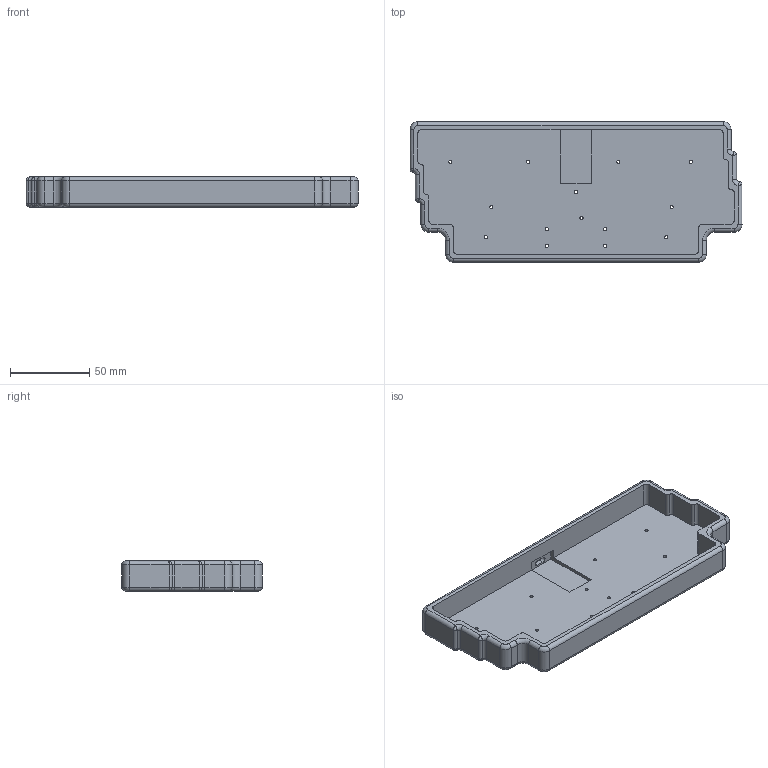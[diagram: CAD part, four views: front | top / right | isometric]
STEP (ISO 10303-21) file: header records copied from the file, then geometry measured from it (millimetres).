
FILE_DESCRIPTION(('HOOPS Exchange Step'),'2;1');
FILE_NAME('temp_export','2022-09-23T13:18:02-04:00',('mobile'),('Shapr3D Limited'),'HOOPS Exchange 2022.1','Shapr3D','Authorized');
FILE_SCHEMA( ('AP203_CONFIGURATION_CONTROLLED_3D_DESIGN_OF_MECHANICAL_PARTS_AND_ASSEMBLIES_MIM_LF') );
Length unit declared in the file: millimetre
Products named in the file (1): Case
Bounding box: 209.78 x 88.85 x 19 mm (x, y, z)
Volume: 94546.8 mm3; surface area: 53704.3 mm2
Topology: 1 solids, 1 shells, 193 faces, 487 edges, 302 vertices
Faces by surface type: cylinder 68, plane 57, bspline 44, torus 24
Entity records: 15536 total; most frequent: CARTESIAN_POINT 11116, ORIENTED_EDGE 958, DIRECTION 816, EDGE_CURVE 479, AXIS2_PLACEMENT_3D 318, VERTEX_POINT 302, EDGE_LOOP 237, FACE_BOUND 237
